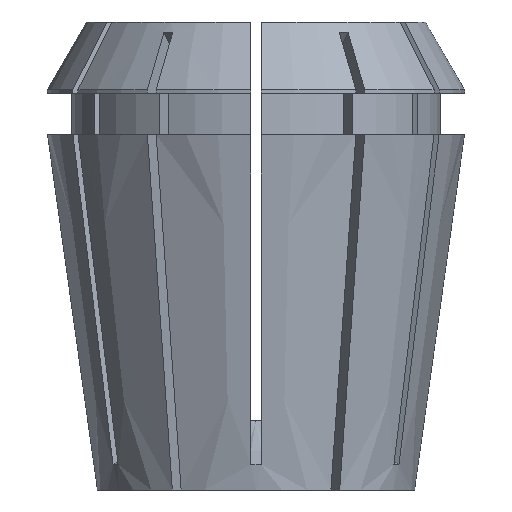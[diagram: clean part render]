
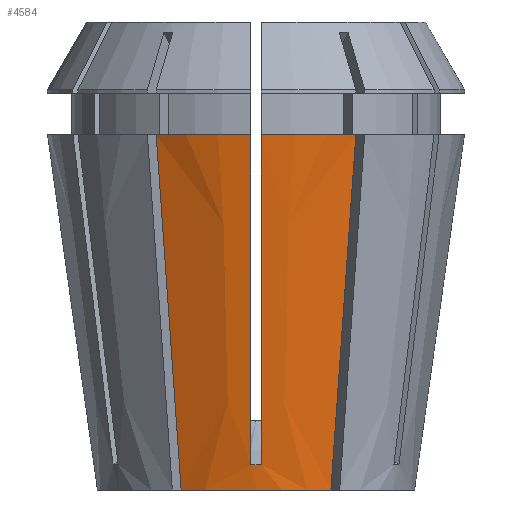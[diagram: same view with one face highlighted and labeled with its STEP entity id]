
A CAD part, left-side view. The second image highlights one B-rep face of the part: STEP entity #4584.
In plain terms, the highlighted conical face has half-angle 8 degrees and reference radius 15.595 mm.
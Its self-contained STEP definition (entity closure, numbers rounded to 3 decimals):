
#102 = EDGE_CURVE ( 'NONE', #2412, #1266, #1186, .T. ) ;
#108 = CARTESIAN_POINT ( 'NONE',  ( -20.494, -0.5, 34.9 ) ) ;
#152 = CARTESIAN_POINT ( 'NONE',  ( -16.016, -0.5, 3.048 ) ) ;
#154 = CARTESIAN_POINT ( 'NONE',  ( 0., 0., 0. ) ) ;
#234 = CIRCLE ( 'NONE', #1321, 15.595 ) ;
#260 = CARTESIAN_POINT ( 'NONE',  ( -15.94, 0.5, 2.504 ) ) ;
#262 = CARTESIAN_POINT ( 'NONE',  ( -20.494, 0.5, 34.9 ) ) ;
#290 = EDGE_CURVE ( 'NONE', #2120, #1716, #4394, .T. ) ;
#359 = B_SPLINE_CURVE_WITH_KNOTS ( 'NONE', 3,
 ( #668, #1053, #4250, #3530 ),
 .UNSPECIFIED., .F., .F.,
 ( 4, 4 ),
 ( 0., 0.001 ),
 .UNSPECIFIED. ) ;
#396 = B_SPLINE_CURVE_WITH_KNOTS ( 'NONE', 3,
 ( #3312, #3611, #1527, #1888 ),
 .UNSPECIFIED., .F., .F.,
 ( 4, 4 ),
 ( 0., 0.035 ),
 .UNSPECIFIED. ) ;
#428 = EDGE_CURVE ( 'NONE', #2120, #521, #396, .T. ) ;
#476 = CARTESIAN_POINT ( 'NONE',  ( -20.123, -0.5, 32.258 ) ) ;
#521 = VERTEX_POINT ( 'NONE', #1859 ) ;
#563 = ORIENTED_EDGE ( 'NONE', *, *, #428, .F. ) ;
#587 = EDGE_CURVE ( 'NONE', #521, #2541, #234, .T. ) ;
#628 = CARTESIAN_POINT ( 'NONE',  ( -17.487, 0.5, 13.509 ) ) ;
#668 = CARTESIAN_POINT ( 'NONE',  ( -15.94, 0.5, 2.504 ) ) ;
#780 = CARTESIAN_POINT ( 'NONE',  ( -15.166, 8.179, 11.633 ) ) ;
#832 = CARTESIAN_POINT ( 'NONE',  ( -17.487, -0.5, 13.509 ) ) ;
#873 = AXIS2_PLACEMENT_3D ( 'NONE', #3536, #2104, #4585 ) ;
#900 = DIRECTION ( 'NONE',  ( -1., 0., 0. ) ) ;
#901 = ORIENTED_EDGE ( 'NONE', *, *, #587, .F. ) ;
#940 = CARTESIAN_POINT ( 'NONE',  ( 0., 0., 0. ) ) ;
#995 = CARTESIAN_POINT ( 'NONE',  ( -20.494, -0.5, 34.9 ) ) ;
#1049 = B_SPLINE_CURVE_WITH_KNOTS ( 'NONE', 3,
 ( #2262, #1872, #780, #2598 ),
 .UNSPECIFIED., .F., .F.,
 ( 4, 4 ),
 ( 0., 0.035 ),
 .UNSPECIFIED. ) ;
#1053 = CARTESIAN_POINT ( 'NONE',  ( -15.949, 0.167, 2.499 ) ) ;
#1092 = FACE_OUTER_BOUND ( 'NONE', #4500, .T. ) ;
#1165 = CARTESIAN_POINT ( 'NONE',  ( -17.999, 9.814, 34.9 ) ) ;
#1186 = CIRCLE ( 'NONE', #873, 20.5 ) ;
#1197 = CARTESIAN_POINT ( 'NONE',  ( -16.169, -0.5, 4.134 ) ) ;
#1266 = VERTEX_POINT ( 'NONE', #1165 ) ;
#1287 = CARTESIAN_POINT ( 'NONE',  ( -20.123, 0.5, 32.258 ) ) ;
#1321 = AXIS2_PLACEMENT_3D ( 'NONE', #154, #3703, #1924 ) ;
#1326 = CARTESIAN_POINT ( 'NONE',  ( -20.494, 0.5, 34.9 ) ) ;
#1527 = CARTESIAN_POINT ( 'NONE',  ( -15.166, -8.179, 11.633 ) ) ;
#1585 = ORIENTED_EDGE ( 'NONE', *, *, #1617, .F. ) ;
#1617 = EDGE_CURVE ( 'NONE', #2412, #4180, #2037, .T. ) ;
#1672 = ORIENTED_EDGE ( 'NONE', *, *, #102, .T. ) ;
#1716 = VERTEX_POINT ( 'NONE', #995 ) ;
#1859 = CARTESIAN_POINT ( 'NONE',  ( -13.749, -7.361, 0. ) ) ;
#1872 = CARTESIAN_POINT ( 'NONE',  ( -16.582, 8.996, 23.267 ) ) ;
#1888 = CARTESIAN_POINT ( 'NONE',  ( -13.749, -7.361, 0. ) ) ;
#1924 = DIRECTION ( 'NONE',  ( -1., 0., 0. ) ) ;
#2019 = CARTESIAN_POINT ( 'NONE',  ( -16.092, 0.5, 3.591 ) ) ;
#2037 = B_SPLINE_CURVE_WITH_KNOTS ( 'NONE', 3,
 ( #1326, #2364, #2389, #1287, #4512, #628, #2723, #2019, #3440, #260 ),
 .UNSPECIFIED., .F., .F.,
 ( 4, 3, 3, 4 ),
 ( 0.079, 0.081, 0.11, 0.111 ),
 .UNSPECIFIED. ) ;
#2104 = DIRECTION ( 'NONE',  ( 0., 0., -1. ) ) ;
#2120 = VERTEX_POINT ( 'NONE', #2979 ) ;
#2189 = ORIENTED_EDGE ( 'NONE', *, *, #3864, .T. ) ;
#2262 = CARTESIAN_POINT ( 'NONE',  ( -17.999, 9.814, 34.9 ) ) ;
#2302 = DIRECTION ( 'NONE',  ( 0., 0., -1. ) ) ;
#2353 = AXIS2_PLACEMENT_3D ( 'NONE', #940, #3382, #4070 ) ;
#2364 = CARTESIAN_POINT ( 'NONE',  ( -20.37, 0.5, 34.019 ) ) ;
#2389 = CARTESIAN_POINT ( 'NONE',  ( -20.247, 0.5, 33.139 ) ) ;
#2412 = VERTEX_POINT ( 'NONE', #262 ) ;
#2509 = EDGE_CURVE ( 'NONE', #4180, #3464, #359, .T. ) ;
#2541 = VERTEX_POINT ( 'NONE', #4549 ) ;
#2594 = CARTESIAN_POINT ( 'NONE',  ( -20.247, -0.5, 33.139 ) ) ;
#2597 = ORIENTED_EDGE ( 'NONE', *, *, #290, .T. ) ;
#2598 = CARTESIAN_POINT ( 'NONE',  ( -13.749, 7.361, 0. ) ) ;
#2723 = CARTESIAN_POINT ( 'NONE',  ( -16.169, 0.5, 4.134 ) ) ;
#2831 = EDGE_CURVE ( 'NONE', #1716, #3464, #4251, .T. ) ;
#2946 = CARTESIAN_POINT ( 'NONE',  ( -18.805, -0.5, 22.884 ) ) ;
#2979 = CARTESIAN_POINT ( 'NONE',  ( -17.999, -9.814, 34.9 ) ) ;
#2995 = CARTESIAN_POINT ( 'NONE',  ( -20.37, -0.5, 34.019 ) ) ;
#3024 = CARTESIAN_POINT ( 'NONE',  ( 0., 0., 34.9 ) ) ;
#3311 = CARTESIAN_POINT ( 'NONE',  ( -16.092, -0.5, 3.591 ) ) ;
#3312 = CARTESIAN_POINT ( 'NONE',  ( -17.999, -9.814, 34.9 ) ) ;
#3382 = DIRECTION ( 'NONE',  ( 0., 0., 1. ) ) ;
#3440 = CARTESIAN_POINT ( 'NONE',  ( -16.016, 0.5, 3.048 ) ) ;
#3464 = VERTEX_POINT ( 'NONE', #3818 ) ;
#3530 = CARTESIAN_POINT ( 'NONE',  ( -15.94, -0.5, 2.504 ) ) ;
#3536 = CARTESIAN_POINT ( 'NONE',  ( 0., 0., 34.9 ) ) ;
#3611 = CARTESIAN_POINT ( 'NONE',  ( -16.582, -8.996, 23.267 ) ) ;
#3655 = CARTESIAN_POINT ( 'NONE',  ( -15.94, -0.5, 2.504 ) ) ;
#3703 = DIRECTION ( 'NONE',  ( 0., 0., -1. ) ) ;
#3818 = CARTESIAN_POINT ( 'NONE',  ( -15.94, -0.5, 2.504 ) ) ;
#3864 = EDGE_CURVE ( 'NONE', #1266, #2541, #1049, .T. ) ;
#3965 = CONICAL_SURFACE ( 'NONE', #2353, 15.595, 0.14 ) ;
#4070 = DIRECTION ( 'NONE',  ( 1., 0., 0. ) ) ;
#4137 = CARTESIAN_POINT ( 'NONE',  ( -15.94, 0.5, 2.504 ) ) ;
#4180 = VERTEX_POINT ( 'NONE', #4137 ) ;
#4213 = ORIENTED_EDGE ( 'NONE', *, *, #2831, .T. ) ;
#4250 = CARTESIAN_POINT ( 'NONE',  ( -15.949, -0.167, 2.499 ) ) ;
#4251 = B_SPLINE_CURVE_WITH_KNOTS ( 'NONE', 3,
 ( #108, #2995, #2594, #476, #2946, #832, #1197, #3311, #152, #3655 ),
 .UNSPECIFIED., .F., .F.,
 ( 4, 3, 3, 4 ),
 ( 0.079, 0.081, 0.11, 0.111 ),
 .UNSPECIFIED. ) ;
#4387 = ORIENTED_EDGE ( 'NONE', *, *, #2509, .F. ) ;
#4394 = CIRCLE ( 'NONE', #4586, 20.5 ) ;
#4500 = EDGE_LOOP ( 'NONE', ( #563, #2597, #4213, #4387, #1585, #1672, #2189, #901 ) ) ;
#4512 = CARTESIAN_POINT ( 'NONE',  ( -18.805, 0.5, 22.884 ) ) ;
#4549 = CARTESIAN_POINT ( 'NONE',  ( -13.749, 7.361, 0. ) ) ;
#4584 = ADVANCED_FACE ( 'NONE', ( #1092 ), #3965, .T. ) ;
#4585 = DIRECTION ( 'NONE',  ( -1., 0., 0. ) ) ;
#4586 = AXIS2_PLACEMENT_3D ( 'NONE', #3024, #2302, #900 ) ;
